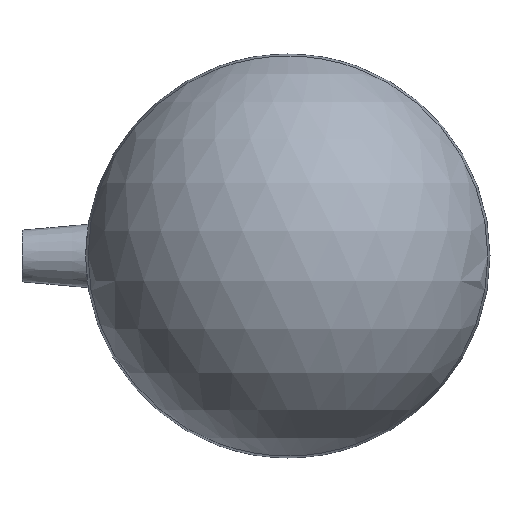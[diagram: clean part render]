
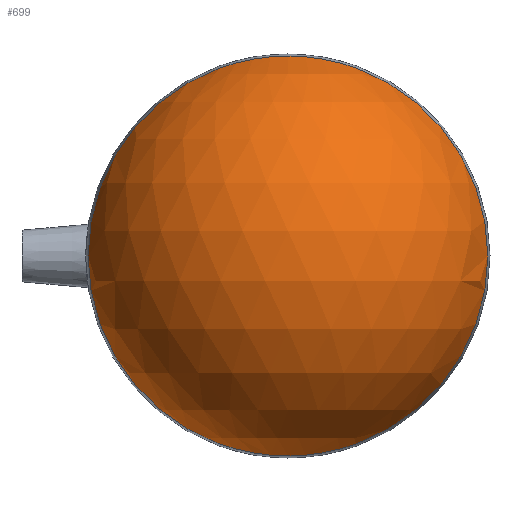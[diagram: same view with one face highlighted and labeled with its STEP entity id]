
A CAD part, left-side view. The second image highlights one B-rep face of the part: STEP entity #699.
In plain terms, the highlighted spherical face has radius 59.306 mm.
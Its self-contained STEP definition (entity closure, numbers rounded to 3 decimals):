
#58=SPHERICAL_SURFACE('',#795,59.306);
#181=FACE_OUTER_BOUND('',#253,.T.);
#253=EDGE_LOOP('',(#622));
#296=CIRCLE('',#789,57.879);
#359=VERTEX_POINT('',#1314);
#446=EDGE_CURVE('',#359,#359,#296,.T.);
#622=ORIENTED_EDGE('',*,*,#446,.F.);
#699=ADVANCED_FACE('',(#181),#58,.T.);
#789=AXIS2_PLACEMENT_3D('',#1315,#1004,#1005);
#795=AXIS2_PLACEMENT_3D('',#1323,#1016,#1017);
#1004=DIRECTION('center_axis',(1.,0.,0.));
#1005=DIRECTION('ref_axis',(0.,0.,-1.));
#1016=DIRECTION('center_axis',(0.,0.,1.));
#1017=DIRECTION('ref_axis',(1.,0.,0.));
#1314=CARTESIAN_POINT('',(-76.626,57.879,0.));
#1315=CARTESIAN_POINT('Origin',(-76.626,0.,
0.));
#1323=CARTESIAN_POINT('Origin',(-63.694,0.,
0.));
